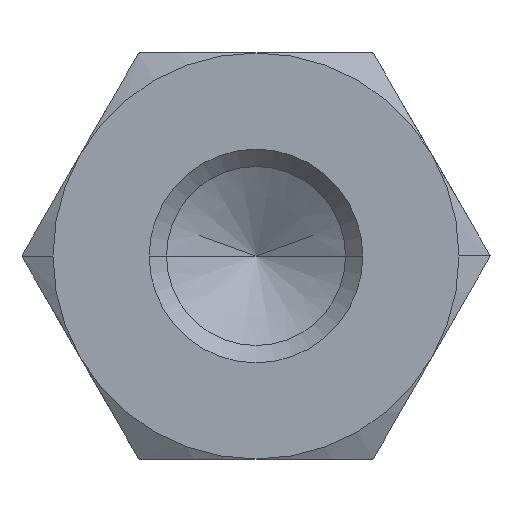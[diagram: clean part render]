
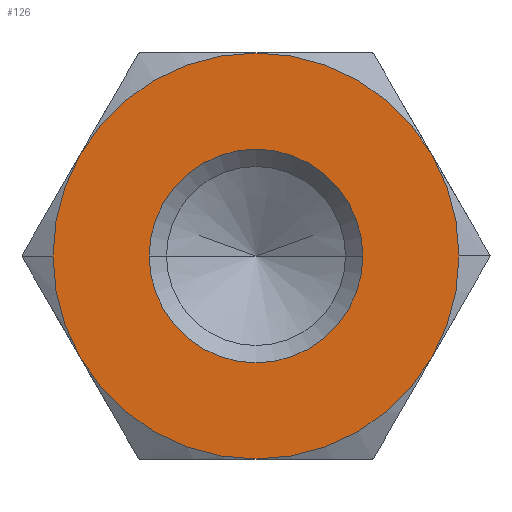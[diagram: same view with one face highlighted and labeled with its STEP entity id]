
A CAD part, front view. The second image highlights one B-rep face of the part: STEP entity #126.
In plain terms, the highlighted planar face has unit normal (0, -1, 0).
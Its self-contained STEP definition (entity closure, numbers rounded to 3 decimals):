
#126=ADVANCED_FACE('',(#251,#252),#253,.T.);
#251=FACE_BOUND('',#373,.T.);
#252=FACE_OUTER_BOUND('',#374,.T.);
#253=PLANE('',#375);
#373=EDGE_LOOP('',(#666,#667));
#374=EDGE_LOOP('',(#668,#669,#670,#671,#672,#673,#674,#675));
#375=AXIS2_PLACEMENT_3D('',#676,#677,#678);
#666=ORIENTED_EDGE('',*,*,#871,.T.);
#667=ORIENTED_EDGE('',*,*,#872,.T.);
#668=ORIENTED_EDGE('',*,*,#848,.F.);
#669=ORIENTED_EDGE('',*,*,#844,.F.);
#670=ORIENTED_EDGE('',*,*,#840,.F.);
#671=ORIENTED_EDGE('',*,*,#836,.F.);
#672=ORIENTED_EDGE('',*,*,#771,.F.);
#673=ORIENTED_EDGE('',*,*,#833,.F.);
#674=ORIENTED_EDGE('',*,*,#855,.F.);
#675=ORIENTED_EDGE('',*,*,#764,.F.);
#676=CARTESIAN_POINT('',(4.75,0.0,0.0));
#677=DIRECTION('',(-0.0,-1.0,-0.0));
#678=DIRECTION('',(-1.0,0.0,0.0));
#764=EDGE_CURVE('',#920,#923,#924,.T.);
#771=EDGE_CURVE('',#934,#930,#936,.T.);
#833=EDGE_CURVE('',#1027,#934,#1029,.T.);
#836=EDGE_CURVE('',#930,#1032,#1033,.T.);
#840=EDGE_CURVE('',#1032,#1037,#1038,.T.);
#844=EDGE_CURVE('',#1037,#1042,#1043,.T.);
#848=EDGE_CURVE('',#1042,#920,#1047,.T.);
#855=EDGE_CURVE('',#923,#1027,#1054,.T.);
#871=EDGE_CURVE('',#1070,#1071,#1072,.T.);
#872=EDGE_CURVE('',#1071,#1070,#1073,.T.);
#920=VERTEX_POINT('',#1197);
#923=VERTEX_POINT('',#1201);
#924=CIRCLE('',#1202,9.5);
#930=VERTEX_POINT('',#1219);
#934=VERTEX_POINT('',#1224);
#936=CIRCLE('',#1237,9.5);
#1027=VERTEX_POINT('',#1348);
#1029=CIRCLE('',#1361,9.5);
#1032=VERTEX_POINT('',#1375);
#1033=CIRCLE('',#1376,9.5);
#1037=VERTEX_POINT('',#1402);
#1038=CIRCLE('',#1403,9.5);
#1042=VERTEX_POINT('',#1429);
#1043=CIRCLE('',#1430,9.5);
#1047=CIRCLE('',#1456,9.5);
#1054=CIRCLE('',#1507,9.5);
#1070=VERTEX_POINT('',#1611);
#1071=VERTEX_POINT('',#1612);
#1072=CIRCLE('',#1613,5.0);
#1073=CIRCLE('',#1614,5.0);
#1197=CARTESIAN_POINT('',(9.5,0.0,0.));
#1201=CARTESIAN_POINT('',(8.227,0.0,-4.75));
#1202=AXIS2_PLACEMENT_3D('',#1655,#1656,#1657);
#1219=CARTESIAN_POINT('',(-9.5,0.0,0.));
#1224=CARTESIAN_POINT('',(-8.227,0.0,-4.75));
#1237=AXIS2_PLACEMENT_3D('',#1665,#1666,#1667);
#1348=CARTESIAN_POINT('',(0.0,0.0,-9.5));
#1361=AXIS2_PLACEMENT_3D('',#1760,#1761,#1762);
#1375=CARTESIAN_POINT('',(-8.227,0.0,4.75));
#1376=AXIS2_PLACEMENT_3D('',#1763,#1764,#1765);
#1402=CARTESIAN_POINT('',(0.,0.0,9.5));
#1403=AXIS2_PLACEMENT_3D('',#1766,#1767,#1768);
#1429=CARTESIAN_POINT('',(8.227,0.0,4.75));
#1430=AXIS2_PLACEMENT_3D('',#1769,#1770,#1771);
#1456=AXIS2_PLACEMENT_3D('',#1772,#1773,#1774);
#1507=AXIS2_PLACEMENT_3D('',#1775,#1776,#1777);
#1611=CARTESIAN_POINT('',(-5.0,0.,0.0));
#1612=CARTESIAN_POINT('',(5.0,0.,0.));
#1613=AXIS2_PLACEMENT_3D('',#1778,#1779,#1780);
#1614=AXIS2_PLACEMENT_3D('',#1781,#1782,#1783);
#1655=CARTESIAN_POINT('',(0.0,0.0,0.0));
#1656=DIRECTION('',(-0.0,1.0,0.0));
#1657=DIRECTION('',(1.0,0.0,0.0));
#1665=CARTESIAN_POINT('',(0.0,0.0,0.0));
#1666=DIRECTION('',(-0.0,1.0,0.0));
#1667=DIRECTION('',(1.0,0.0,0.0));
#1760=CARTESIAN_POINT('',(0.0,0.0,0.0));
#1761=DIRECTION('',(-0.0,1.0,0.0));
#1762=DIRECTION('',(1.0,0.0,0.0));
#1763=CARTESIAN_POINT('',(0.0,0.0,0.0));
#1764=DIRECTION('',(-0.0,1.0,0.0));
#1765=DIRECTION('',(1.0,0.0,0.0));
#1766=CARTESIAN_POINT('',(0.0,0.0,0.0));
#1767=DIRECTION('',(-0.0,1.0,0.0));
#1768=DIRECTION('',(1.0,0.0,0.0));
#1769=CARTESIAN_POINT('',(0.0,0.0,0.0));
#1770=DIRECTION('',(-0.0,1.0,0.0));
#1771=DIRECTION('',(1.0,0.0,0.0));
#1772=CARTESIAN_POINT('',(0.0,0.0,0.0));
#1773=DIRECTION('',(-0.0,1.0,0.0));
#1774=DIRECTION('',(1.0,0.0,0.0));
#1775=CARTESIAN_POINT('',(0.0,0.0,0.0));
#1776=DIRECTION('',(-0.0,1.0,0.0));
#1777=DIRECTION('',(1.0,0.0,0.0));
#1778=CARTESIAN_POINT('',(0.,0.,0.0));
#1779=DIRECTION('',(0.0,1.0,0.0));
#1780=DIRECTION('',(-1.0,0.0,0.0));
#1781=CARTESIAN_POINT('',(0.,0.,0.0));
#1782=DIRECTION('',(0.0,1.0,0.0));
#1783=DIRECTION('',(-1.0,0.0,0.0));
